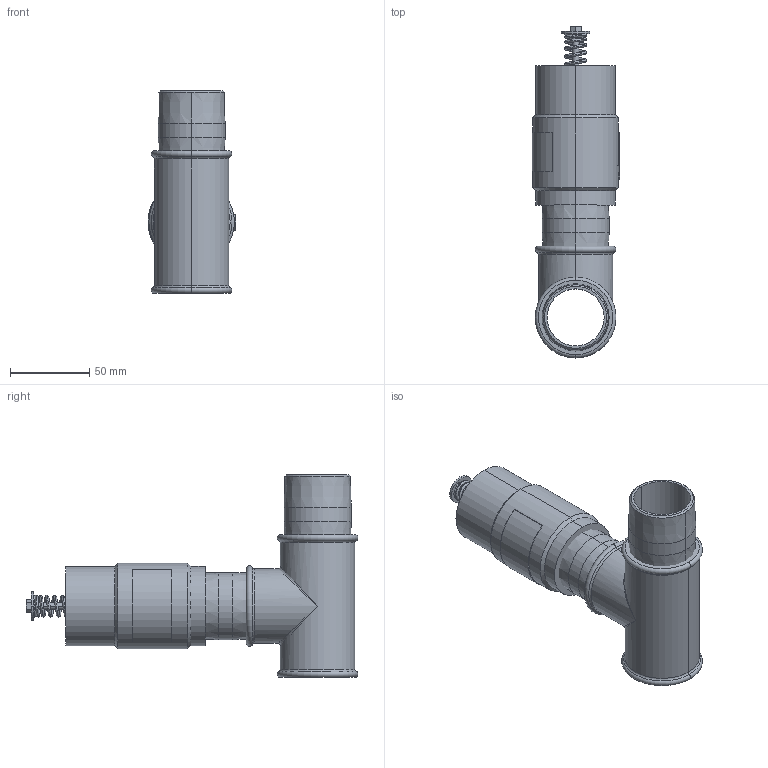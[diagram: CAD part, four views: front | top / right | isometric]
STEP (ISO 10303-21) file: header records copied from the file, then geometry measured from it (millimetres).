
FILE_DESCRIPTION((''),'2;1');
FILE_NAME('400-00010_ASM','2017-09-22T',('cfitz'),('vacuvane vacuum technology gmbh'),'CREO PARAMETRIC BY PTC INC, 2016130','CREO PARAMETRIC BY PTC INC, 2016130','');
FILE_SCHEMA(('CONFIG_CONTROL_DESIGN'));
Length unit declared in the file: millimetre
Products named in the file (10): EN10241-DN32-50; EN10242-B1-DN32; 400-00001_900; 400-00001_901; 400-00001_905; 400-00001_902; 400-00001_903; 400-00001_904; 400-00001_ASM; 400-00010_ASM
Assembly tree (10 placements, depth 3):
  400-00010_ASM
    EN10241-DN32-50  x2
    EN10242-B1-DN32
    400-00001_ASM
      400-00001_900
      400-00001_901
      400-00001_905
      400-00001_902
      400-00001_903
      400-00001_904
Bounding box: 55.5 x 209.45 x 128 mm (x, y, z)
Volume: 198443.5 mm3; surface area: 92384.1 mm2
Topology: 9 solids, 9 shells, 155 faces, 345 edges, 210 vertices
Faces by surface type: cylinder 52, plane 43, cone 28, torus 16, bspline 16
Entity records: 7798 total; most frequent: CARTESIAN_POINT 4431, DIRECTION 702, ORIENTED_EDGE 634, EDGE_CURVE 317, AXIS2_PLACEMENT_3D 292, VERTEX_POINT 194, EDGE_LOOP 159, FACE_OUTER_BOUND 141
